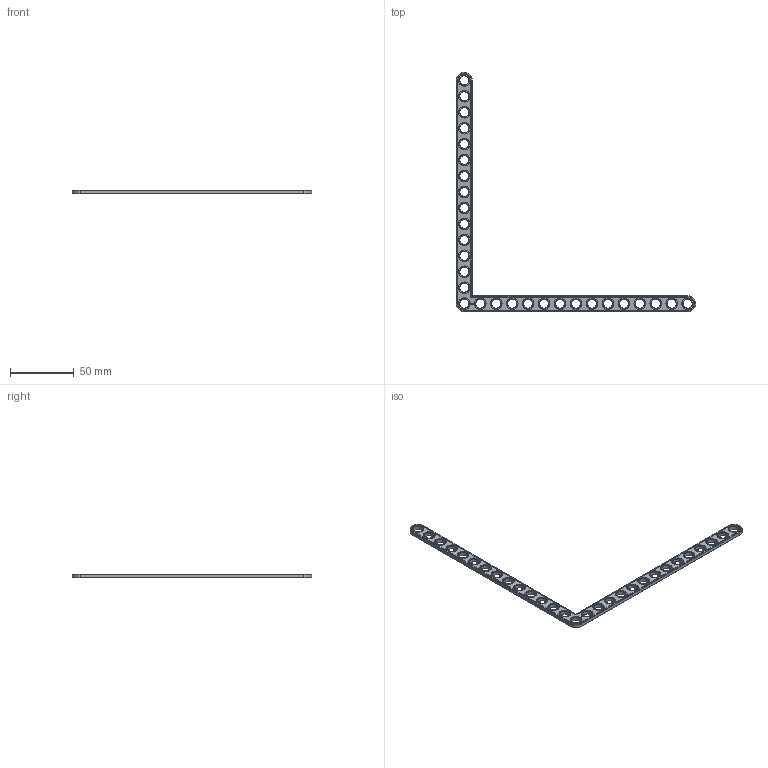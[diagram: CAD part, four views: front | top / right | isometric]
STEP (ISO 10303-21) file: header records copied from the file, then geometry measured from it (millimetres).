
FILE_DESCRIPTION(('FreeCAD Model'),'2;1');
FILE_NAME('Open CASCADE Shape Model','2024-02-09T22:23:37',(''),(''), 'Open CASCADE STEP processor 7.6','FreeCAD','Unknown');
FILE_SCHEMA(('AUTOMOTIVE_DESIGN { 1 0 10303 214 1 1 1 1 }'));
Length unit declared in the file: millimetre
Products named in the file (1): Brace AGD 90 SYM ERR BU15x00.25 - SPN-BRC-0623 (stemfie.org)
Bounding box: 187.5 x 187.5 x 3.12 mm (x, y, z)
Volume: 10065.3 mm3; surface area: 10879.6 mm2
Topology: 1 solids, 1 shells, 714 faces, 1875 edges, 1226 vertices
Faces by surface type: plane 358, extrusion 228, cone 64, cylinder 64
Full cylindrical faces by diameter (mm): 7 x29, 9.2 x29
Entity records: 48082 total; most frequent: CARTESIAN_POINT 11945, DIRECTION 5821, VECTOR 4364, LINE 4136, ORIENTED_EDGE 3750, PCURVE 3750, DEFINITIONAL_REPRESENTATION 3750, EDGE_CURVE 1875
